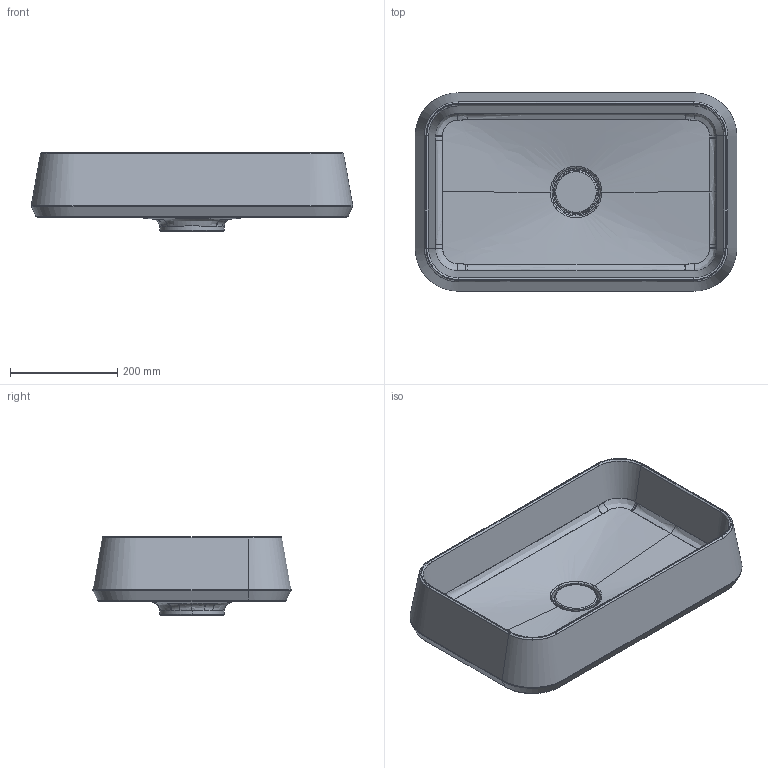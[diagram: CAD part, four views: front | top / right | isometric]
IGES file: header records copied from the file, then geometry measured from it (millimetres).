
Start section: SolidWorks IGES file using analytic representation for surfaces
Global section: file name: COL-01.IGS; native system: SolidWorks 2019; preprocessor: SolidWorks 2019; author: J.Thissen; date: 200121.161044; units: millimetre
Bounding box: 599.76 x 369.76 x 146.73 mm (x, y, z)
Surface area: 752784.6 mm2 (no closed solid volume)
Topology: 0 solids, 0 shells, 325 faces, 5497 edges, 5496 vertices
Faces by surface type: bspline 265, revolution 60
